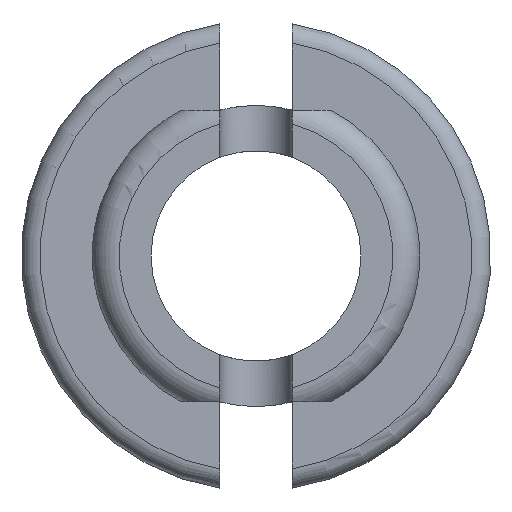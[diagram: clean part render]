
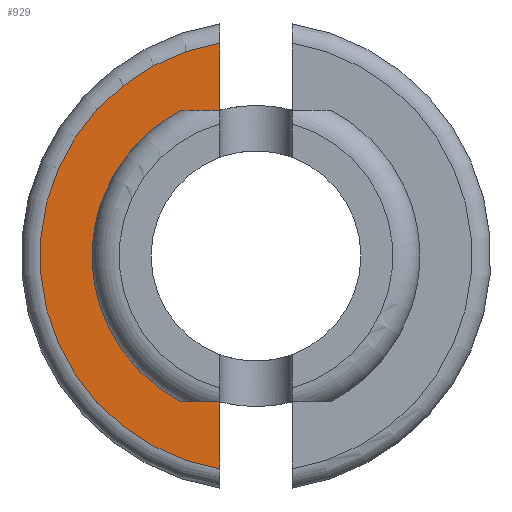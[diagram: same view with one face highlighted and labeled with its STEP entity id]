
A CAD part, left-side view. The second image highlights one B-rep face of the part: STEP entity #929.
In plain terms, the highlighted planar face has unit normal (-1, 0, 0).
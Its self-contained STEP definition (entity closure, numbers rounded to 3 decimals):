
#36=CIRCLE('',#1010,2.4);
#37=CIRCLE('',#1011,3.45);
#82=FACE_OUTER_BOUND('',#131,.T.);
#131=EDGE_LOOP('',(#694,#695,#696,#697));
#228=LINE('',#1425,#303);
#238=LINE('',#1601,#313);
#303=VECTOR('',#1093,10.);
#313=VECTOR('',#1111,10.);
#382=VERTEX_POINT('',#1422);
#383=VERTEX_POINT('',#1424);
#396=VERTEX_POINT('',#1589);
#397=VERTEX_POINT('',#1600);
#478=EDGE_CURVE('',#383,#382,#228,.T.);
#498=EDGE_CURVE('',#397,#396,#238,.T.);
#518=EDGE_CURVE('',#382,#397,#36,.T.);
#519=EDGE_CURVE('',#383,#396,#37,.T.);
#694=ORIENTED_EDGE('',*,*,#478,.T.);
#695=ORIENTED_EDGE('',*,*,#518,.T.);
#696=ORIENTED_EDGE('',*,*,#498,.T.);
#697=ORIENTED_EDGE('',*,*,#519,.F.);
#893=PLANE('',#1009);
#929=ADVANCED_FACE('',(#82),#893,.F.);
#1009=AXIS2_PLACEMENT_3D('',#1671,#1152,#1153);
#1010=AXIS2_PLACEMENT_3D('',#1672,#1154,#1155);
#1011=AXIS2_PLACEMENT_3D('',#1673,#1156,#1157);
#1093=DIRECTION('',(0.,0.,1.));
#1111=DIRECTION('',(0.,0.,1.));
#1152=DIRECTION('center_axis',(1.,0.,0.));
#1153=DIRECTION('ref_axis',(0.,0.,-1.));
#1154=DIRECTION('center_axis',(1.,0.,0.));
#1155=DIRECTION('ref_axis',(0.,0.,-1.));
#1156=DIRECTION('center_axis',(1.,0.,0.));
#1157=DIRECTION('ref_axis',(0.,0.,-1.));
#1422=CARTESIAN_POINT('',(-0.825,0.575,-2.33));
#1424=CARTESIAN_POINT('',(-0.825,0.575,-3.402));
#1425=CARTESIAN_POINT('',(-0.825,0.575,0.));
#1589=CARTESIAN_POINT('',(-0.825,0.575,3.402));
#1600=CARTESIAN_POINT('',(-0.825,0.575,2.33));
#1601=CARTESIAN_POINT('',(-0.825,0.575,0.));
#1671=CARTESIAN_POINT('Origin',(-0.825,2.4,0.));
#1672=CARTESIAN_POINT('Origin',(-0.825,0.,0.));
#1673=CARTESIAN_POINT('Origin',(-0.825,0.,0.));
